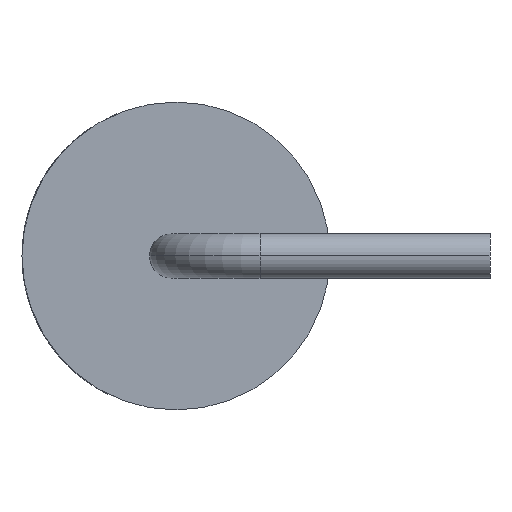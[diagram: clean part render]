
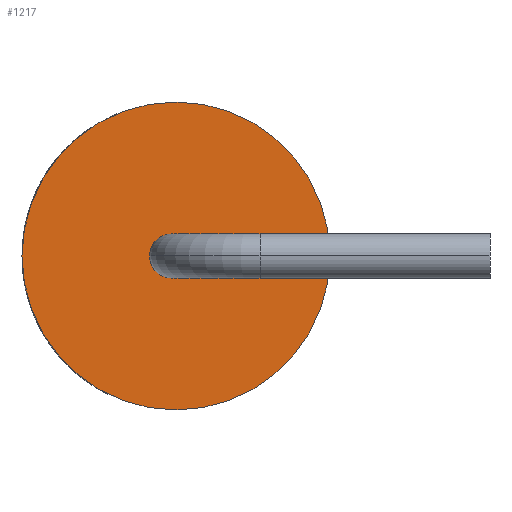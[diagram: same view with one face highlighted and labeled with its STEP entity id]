
A CAD part, left-side view. The second image highlights one B-rep face of the part: STEP entity #1217.
In plain terms, the highlighted planar face has unit normal (-1, 0, 0).
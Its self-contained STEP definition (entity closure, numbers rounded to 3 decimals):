
#6 = CARTESIAN_POINT ( 'NONE',  ( 3.83, 6.55, 0. ) ) ;
#240 = CARTESIAN_POINT ( 'NONE',  ( 3.83, 6.425, -4.425 ) ) ;
#541 = CIRCLE ( 'NONE', #3710, 4.425 ) ;
#896 = FACE_BOUND ( 'NONE', #2140, .T. ) ;
#897 = EDGE_CURVE ( 'NONE', #4600, #1040, #4209, .T. ) ;
#914 = ORIENTED_EDGE ( 'NONE', *, *, #5575, .F. ) ;
#970 = ORIENTED_EDGE ( 'NONE', *, *, #3022, .F. ) ;
#1040 = VERTEX_POINT ( 'NONE', #2618 ) ;
#1099 = DIRECTION ( 'NONE',  ( -1., 0., 0. ) ) ;
#1217 = ADVANCED_FACE ( 'NONE', ( #896, #2705 ), #3593, .F. ) ;
#1520 = DIRECTION ( 'NONE',  ( 0., 0., -1. ) ) ;
#1684 = AXIS2_PLACEMENT_3D ( 'NONE', #6, #5319, #5378 ) ;
#1769 = AXIS2_PLACEMENT_3D ( 'NONE', #5430, #4470, #3145 ) ;
#1943 = ORIENTED_EDGE ( 'NONE', *, *, #897, .F. ) ;
#2140 = EDGE_LOOP ( 'NONE', ( #1943, #970 ) ) ;
#2441 = EDGE_LOOP ( 'NONE', ( #2805, #914 ) ) ;
#2618 = CARTESIAN_POINT ( 'NONE',  ( 3.83, 7.185, 0. ) ) ;
#2705 = FACE_OUTER_BOUND ( 'NONE', #2441, .T. ) ;
#2805 = ORIENTED_EDGE ( 'NONE', *, *, #3099, .F. ) ;
#2846 = AXIS2_PLACEMENT_3D ( 'NONE', #3726, #1099, #4164 ) ;
#3022 = EDGE_CURVE ( 'NONE', #1040, #4600, #5389, .T. ) ;
#3099 = EDGE_CURVE ( 'NONE', #5534, #4020, #541, .T. ) ;
#3145 = DIRECTION ( 'NONE',  ( 0., 0., -1. ) ) ;
#3593 = PLANE ( 'NONE',  #1769 ) ;
#3710 = AXIS2_PLACEMENT_3D ( 'NONE', #5269, #5684, #3807 ) ;
#3726 = CARTESIAN_POINT ( 'NONE',  ( 3.83, 6.55, 0. ) ) ;
#3807 = DIRECTION ( 'NONE',  ( 0., 0., -1. ) ) ;
#3854 = AXIS2_PLACEMENT_3D ( 'NONE', #4637, #4249, #1520 ) ;
#3869 = CARTESIAN_POINT ( 'NONE',  ( 3.83, 5.915, 0. ) ) ;
#4020 = VERTEX_POINT ( 'NONE', #240 ) ;
#4164 = DIRECTION ( 'NONE',  ( 0., 0., -1. ) ) ;
#4209 = CIRCLE ( 'NONE', #1684, 0.635 ) ;
#4249 = DIRECTION ( 'NONE',  ( 1., 0., 0. ) ) ;
#4470 = DIRECTION ( 'NONE',  ( 1., 0., 0. ) ) ;
#4600 = VERTEX_POINT ( 'NONE', #3869 ) ;
#4637 = CARTESIAN_POINT ( 'NONE',  ( 3.83, 6.425, 0. ) ) ;
#4987 = CARTESIAN_POINT ( 'NONE',  ( 3.83, 6.425, 4.425 ) ) ;
#5269 = CARTESIAN_POINT ( 'NONE',  ( 3.83, 6.425, 0. ) ) ;
#5319 = DIRECTION ( 'NONE',  ( -1., 0., 0. ) ) ;
#5378 = DIRECTION ( 'NONE',  ( 0., 0., -1. ) ) ;
#5389 = CIRCLE ( 'NONE', #2846, 0.635 ) ;
#5430 = CARTESIAN_POINT ( 'NONE',  ( 3.83, 6.425, 0. ) ) ;
#5455 = CIRCLE ( 'NONE', #3854, 4.425 ) ;
#5534 = VERTEX_POINT ( 'NONE', #4987 ) ;
#5575 = EDGE_CURVE ( 'NONE', #4020, #5534, #5455, .T. ) ;
#5684 = DIRECTION ( 'NONE',  ( 1., 0., 0. ) ) ;
